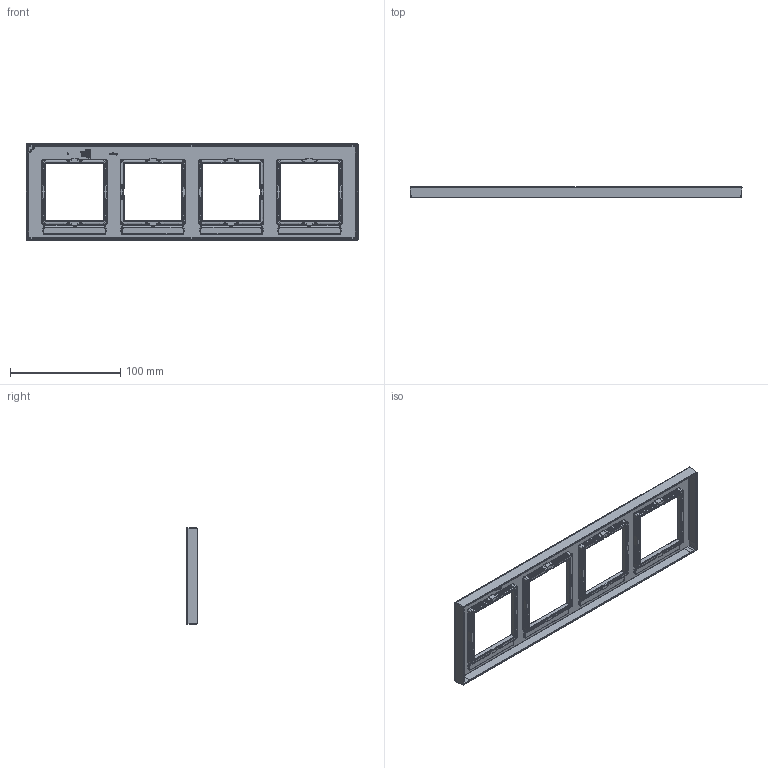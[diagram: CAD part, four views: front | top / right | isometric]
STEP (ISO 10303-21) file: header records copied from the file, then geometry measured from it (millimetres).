
FILE_DESCRIPTION((''),'2;1');
FILE_NAME('WAD8402XX_GEN_ASM','2025-11-03T13:47:20',('dembskd'),(''),'CREO PARAMETRIC BY PTC INC, 2025010','CREO PARAMETRIC BY PTC INC, 2025010','');
FILE_SCHEMA(('CONFIG_CONTROL_DESIGN','SHAPE_APPEARANCE_LAYERS_GROUPS'));
Products named in the file (7): W4GXXXX; W3A0399_GEN; W2A0588_00_ASM; W1A2343_GEN; W1Z0186_00; W2A2343_99_ASM; WAD8402XX_GEN_ASM
Assembly tree (9 placements, depth 3):
  WAD8402XX_GEN_ASM
    W4GXXXX
    W2A0588_00_ASM
      W3A0399_GEN
    W2A2343_99_ASM  x4
      W1A2343_GEN
      W1Z0186_00
Bounding box: 301 x 10.7 x 88 mm (x, y, z)
Volume: 45585.5 mm3; surface area: 64085.5 mm2
Topology: 9 solids, 9 shells, 3669 faces, 9498 edges, 6018 vertices
Faces by surface type: plane 1219, extrusion 806, cylinder 802, bspline 674, torus 68, sphere 48, cone 36, revolution 16
Entity records: 199295 total; most frequent: CARTESIAN_POINT 83148, ORIENTED_EDGE 16262, PRESENTATION_STYLE_ASSIGNMENT 11793, DIRECTION 10521, STYLED_ITEM 8959, CURVE_STYLE 8953, EDGE_CURVE 8131, VERTEX_POINT 5208
